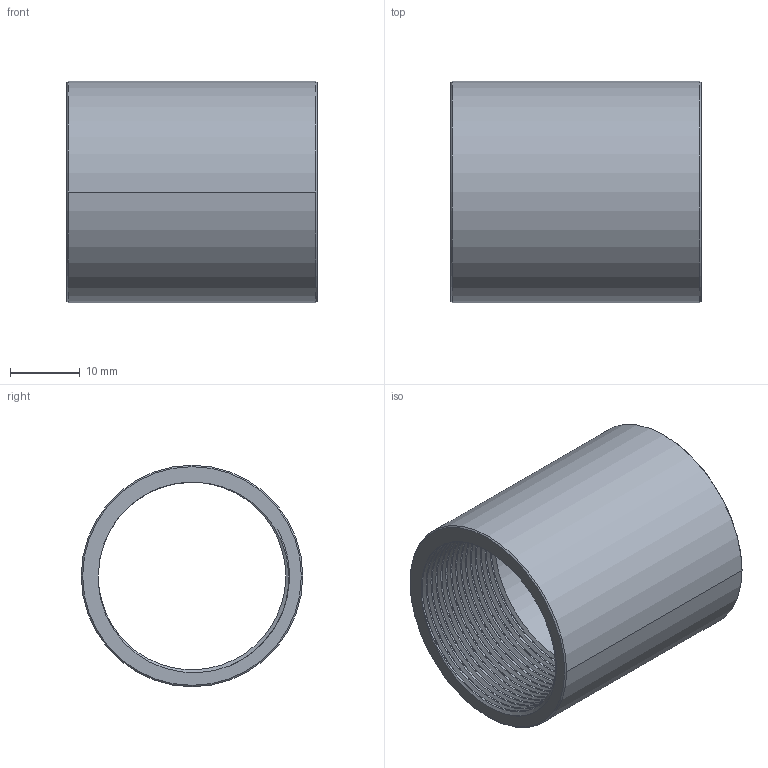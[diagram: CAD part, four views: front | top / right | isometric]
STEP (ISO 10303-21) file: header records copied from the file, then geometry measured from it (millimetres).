
FILE_DESCRIPTION (( 'STEP AP203' ), '1' );
FILE_NAME ('3D_R-201_3-4_17136750.STEP', '2024-08-20T07:58:26', ( '' ), ( '' ), 'SwSTEP 2.0', 'SolidWorks 2024', '' );
FILE_SCHEMA (( 'CONFIG_CONTROL_DESIGN' ));
Length unit declared in the file: millimetre
Products named in the file (1): 3D_R-201_3-4_17136750
Bounding box: 36 x 31.8 x 31.8 mm (x, y, z)
Volume: 7507.3 mm3; surface area: 8729.1 mm2
Topology: 1 solids, 1 shells, 78 faces, 222 edges, 146 vertices
Faces by surface type: cylinder 64, bspline 6, cone 4, plane 4
Entity records: 7695 total; most frequent: CARTESIAN_POINT 5999, ORIENTED_EDGE 444, DIRECTION 242, EDGE_CURVE 222, VERTEX_POINT 146, AXIS2_PLACEMENT_3D 83, EDGE_LOOP 80, ADVANCED_FACE 78
